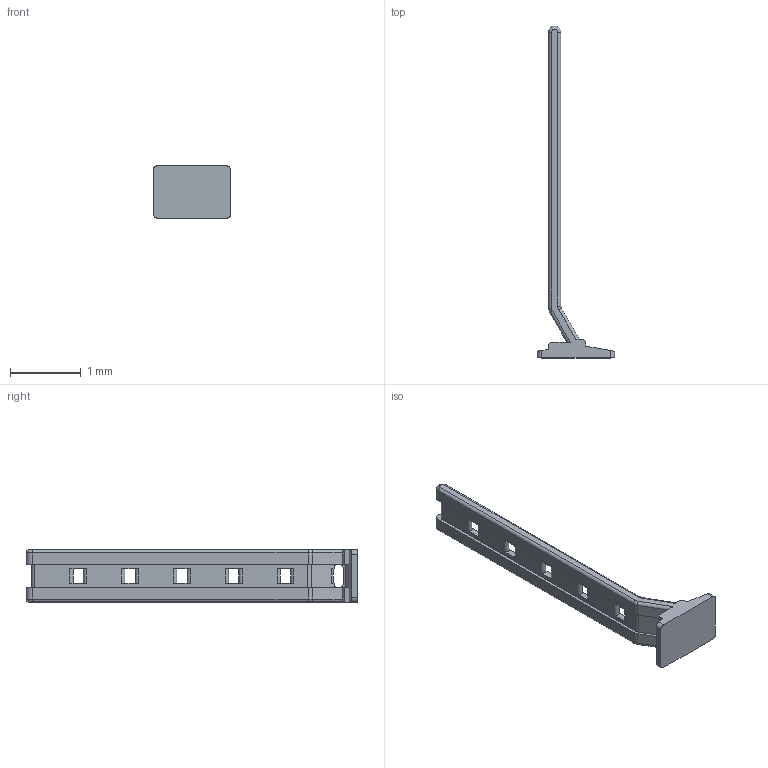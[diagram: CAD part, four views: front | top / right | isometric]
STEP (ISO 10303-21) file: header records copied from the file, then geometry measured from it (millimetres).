
FILE_DESCRIPTION((''),'2;1');
FILE_NAME('cb9257v.stp','2008-04-22T11:53:05',(''),(''),'Mechanical Desktop 2008','Mechanical Desktop 2008',', , ');
FILE_SCHEMA(('CONFIG_CONTROL_DESIGN'));
Length unit declared in the file: millimetre
Products named in the file (1): CB9257V
Bounding box: 1.09 x 4.67 x 0.74 mm (x, y, z)
Volume: 0.5 mm3; surface area: 10.7 mm2
Topology: 1 solids, 1 shells, 94 faces, 267 edges, 174 vertices
Faces by surface type: plane 50, cylinder 38, torus 6
Entity records: 3186 total; most frequent: CARTESIAN_POINT 550, DIRECTION 537, ORIENTED_EDGE 534, EDGE_CURVE 267, VECTOR 183, LINE 183, AXIS2_PLACEMENT_3D 177, VERTEX_POINT 174
